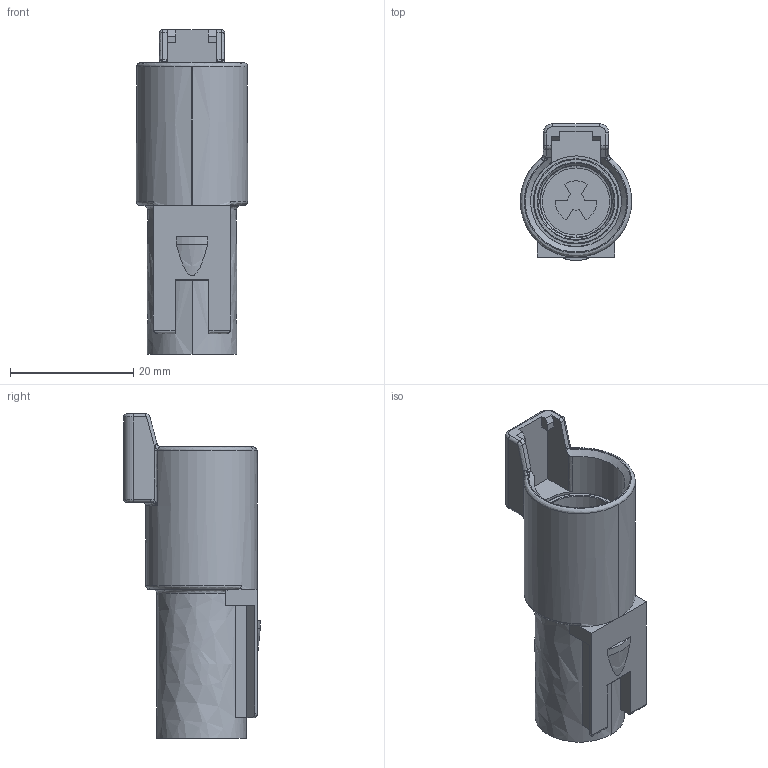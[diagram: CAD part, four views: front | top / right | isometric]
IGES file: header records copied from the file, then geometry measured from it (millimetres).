
Start section:  PTC IGES file: c-dthd04-1-12p-99-3d.igs
Global section: file name: c-dthd04-1-12p-99-3d.igs; native system: Pro/ENGINEER by Parametric Technology Corporation; preprocessor: 2011490; author: workeradm; organization: Unknown; units: millimetre
Bounding box: 18.01 x 22.1 x 52.53 mm (x, y, z)
Surface area: 4992 mm2 (no closed solid volume)
Topology: 0 solids, 0 shells, 170 faces, 830 edges, 830 vertices
Faces by surface type: revolution 98, bspline 72
